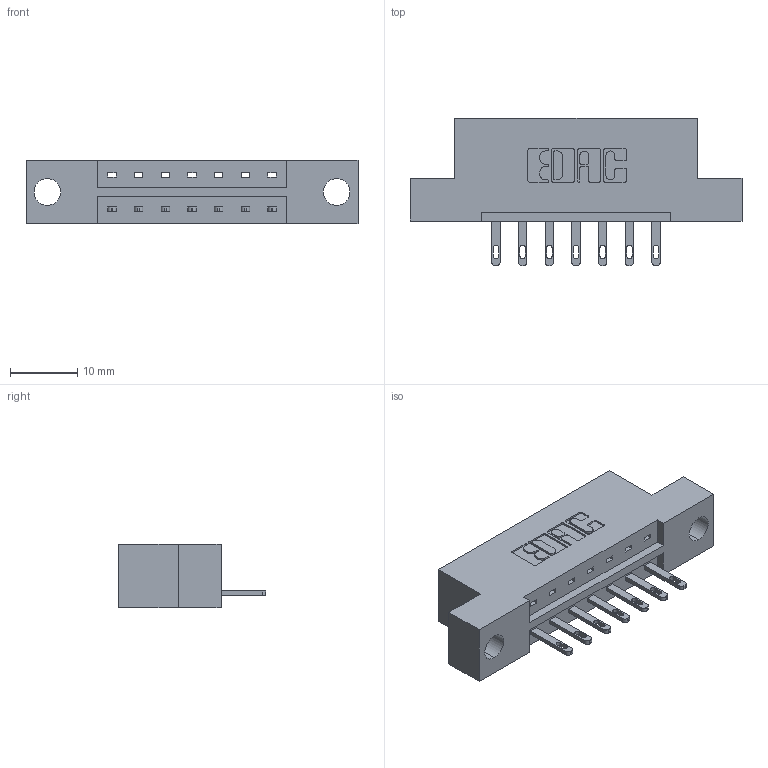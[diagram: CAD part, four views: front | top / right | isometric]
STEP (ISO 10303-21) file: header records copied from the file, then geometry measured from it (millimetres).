
FILE_DESCRIPTION (( 'STEP AP203' ), '1' );
FILE_NAME ('833-007-500-104.STEP', '2020-05-30T14:23:54', ( '' ), ( '' ), 'SwSTEP 2.0', 'SolidWorks 2020', '' );
FILE_SCHEMA (( 'CONFIG_CONTROL_DESIGN' ));
Length unit declared in the file: inch
Products named in the file (3): 833-007-500-104; 833 Part_Flush - .156 Dia - TH; 345-292-001_345-293-100
Assembly tree (8 placements, depth 2):
  833-007-500-104
    833 Part_Flush - .156 Dia - TH
    345-292-001_345-293-100  x7
Bounding box: 49.28 x 21.85 x 9.4 mm (x, y, z)
Volume: 4574 mm3; surface area: 4532.3 mm2
Topology: 8 solids, 8 shells, 492 faces, 1487 edges, 990 vertices
Faces by surface type: plane 322, cylinder 170
Entity records: 8739 total; most frequent: CARTESIAN_POINT 1519, ORIENTED_EDGE 1462, DIRECTION 1353, EDGE_CURVE 731, LINE 599, VECTOR 599, VERTEX_POINT 486, AXIS2_PLACEMENT_3D 377
